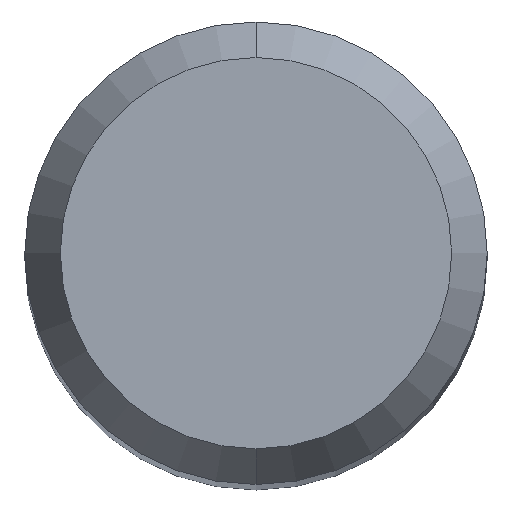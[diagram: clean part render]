
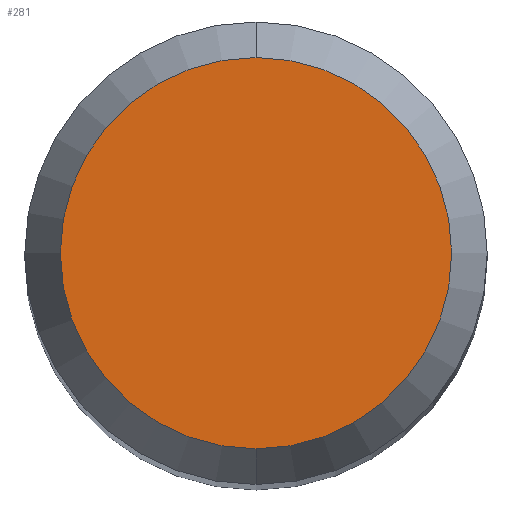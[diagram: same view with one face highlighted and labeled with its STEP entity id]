
A CAD part, top view. The second image highlights one B-rep face of the part: STEP entity #281.
In plain terms, the highlighted planar face has unit normal (0, 0, 1).
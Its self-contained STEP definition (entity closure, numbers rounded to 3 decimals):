
#225=EDGE_CURVE('',#327,#357,#519,.T.);
#281=ADVANCED_FACE('',(#581),#582,.T.);
#327=VERTEX_POINT('',#632);
#357=VERTEX_POINT('',#665);
#399=EDGE_CURVE('',#357,#327,#711,.T.);
#519=CIRCLE('',#912,2.538);
#581=FACE_OUTER_BOUND('',#1009,.T.);
#582=PLANE('',#1010);
#632=CARTESIAN_POINT('',(0.0,2.538,40.493));
#665=CARTESIAN_POINT('',(0.,-2.538,40.493));
#711=CIRCLE('',#1287,2.538);
#912=AXIS2_PLACEMENT_3D('',#1451,#1452,#1453);
#1009=EDGE_LOOP('',(#1535,#1536));
#1010=AXIS2_PLACEMENT_3D('',#1537,#1538,#1539);
#1287=AXIS2_PLACEMENT_3D('',#1668,#1669,#1670);
#1451=CARTESIAN_POINT('',(0.0,0.0,40.493));
#1452=DIRECTION('',(0.0,0.0,-1.0));
#1453=DIRECTION('',(0.0,1.0,0.0));
#1535=ORIENTED_EDGE('',*,*,#225,.F.);
#1536=ORIENTED_EDGE('',*,*,#399,.F.);
#1537=CARTESIAN_POINT('',(0.0,1.269,40.493));
#1538=DIRECTION('',(-0.0,0.0,1.0));
#1539=DIRECTION('',(0.0,-1.0,0.0));
#1668=CARTESIAN_POINT('',(0.0,0.0,40.493));
#1669=DIRECTION('',(0.0,0.0,-1.0));
#1670=DIRECTION('',(0.0,1.0,0.0));
